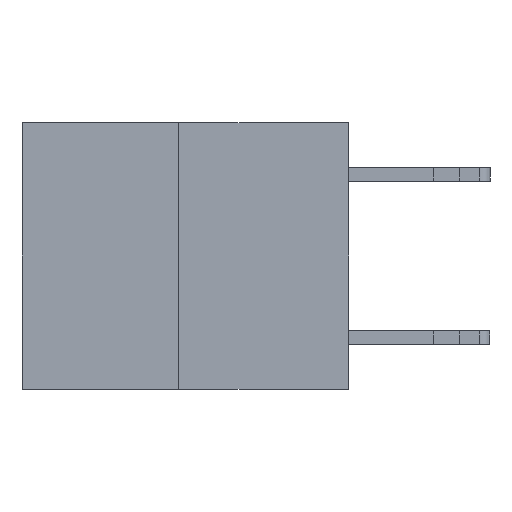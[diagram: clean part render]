
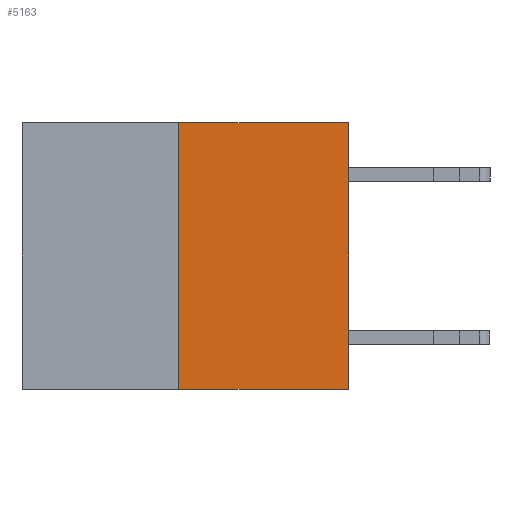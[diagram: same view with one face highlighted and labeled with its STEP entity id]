
A CAD part, left-side view. The second image highlights one B-rep face of the part: STEP entity #5163.
In plain terms, the highlighted planar face has unit normal (-1, 0, 0).
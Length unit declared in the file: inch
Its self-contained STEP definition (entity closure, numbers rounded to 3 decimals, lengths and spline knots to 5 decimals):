
#261 = LINE ( 'NONE', #12871, #10687 ) ;
#759 = VERTEX_POINT ( 'NONE', #6203 ) ;
#1656 = DIRECTION ( 'NONE',  ( 0., 0., 1. ) ) ;
#2052 = LINE ( 'NONE', #13155, #16072 ) ;
#2446 = DIRECTION ( 'NONE',  ( 0., -1., 0. ) ) ;
#2766 = DIRECTION ( 'NONE',  ( 1., 0., 0. ) ) ;
#5163 = ADVANCED_FACE ( 'NONE', ( #8236 ), #11010, .F. ) ;
#5392 = EDGE_CURVE ( 'NONE', #13909, #12167, #261, .T. ) ;
#6203 = CARTESIAN_POINT ( 'NONE',  ( 0., 0., -0.49 ) ) ;
#6411 = VECTOR ( 'NONE', #2446, 39.37008 ) ;
#6652 = CARTESIAN_POINT ( 'NONE',  ( 0., 0.6, -0.49 ) ) ;
#7097 = ORIENTED_EDGE ( 'NONE', *, *, #5392, .F. ) ;
#7210 = EDGE_CURVE ( 'NONE', #11939, #759, #14646, .T. ) ;
#7783 = VECTOR ( 'NONE', #9743, 39.37008 ) ;
#8136 = DIRECTION ( 'NONE',  ( 0., 0., -1. ) ) ;
#8236 = FACE_OUTER_BOUND ( 'NONE', #17834, .T. ) ;
#8459 = LINE ( 'NONE', #11088, #7783 ) ;
#9743 = DIRECTION ( 'NONE',  ( 0., 0., 1. ) ) ;
#10470 = ORIENTED_EDGE ( 'NONE', *, *, #7210, .T. ) ;
#10687 = VECTOR ( 'NONE', #17139, 39.37008 ) ;
#11010 = PLANE ( 'NONE',  #14472 ) ;
#11088 = CARTESIAN_POINT ( 'NONE',  ( 0., 0., 0. ) ) ;
#11939 = VERTEX_POINT ( 'NONE', #15575 ) ;
#12077 = CARTESIAN_POINT ( 'NONE',  ( 0., 0.312, 0. ) ) ;
#12167 = VERTEX_POINT ( 'NONE', #12562 ) ;
#12461 = ORIENTED_EDGE ( 'NONE', *, *, #14601, .F. ) ;
#12562 = CARTESIAN_POINT ( 'NONE',  ( 0., 0., 0. ) ) ;
#12871 = CARTESIAN_POINT ( 'NONE',  ( 0., 0.6, 0. ) ) ;
#13155 = CARTESIAN_POINT ( 'NONE',  ( 0., 0.312, -0.49 ) ) ;
#13816 = ORIENTED_EDGE ( 'NONE', *, *, #14374, .T. ) ;
#13909 = VERTEX_POINT ( 'NONE', #12077 ) ;
#14022 = CARTESIAN_POINT ( 'NONE',  ( 0., 0.6, 0. ) ) ;
#14374 = EDGE_CURVE ( 'NONE', #759, #12167, #8459, .T. ) ;
#14472 = AXIS2_PLACEMENT_3D ( 'NONE', #14022, #2766, #8136 ) ;
#14601 = EDGE_CURVE ( 'NONE', #11939, #13909, #2052, .T. ) ;
#14646 = LINE ( 'NONE', #6652, #6411 ) ;
#15575 = CARTESIAN_POINT ( 'NONE',  ( 0., 0.312, -0.49 ) ) ;
#16072 = VECTOR ( 'NONE', #1656, 39.37008 ) ;
#17139 = DIRECTION ( 'NONE',  ( 0., -1., 0. ) ) ;
#17834 = EDGE_LOOP ( 'NONE', ( #12461, #10470, #13816, #7097 ) ) ;
